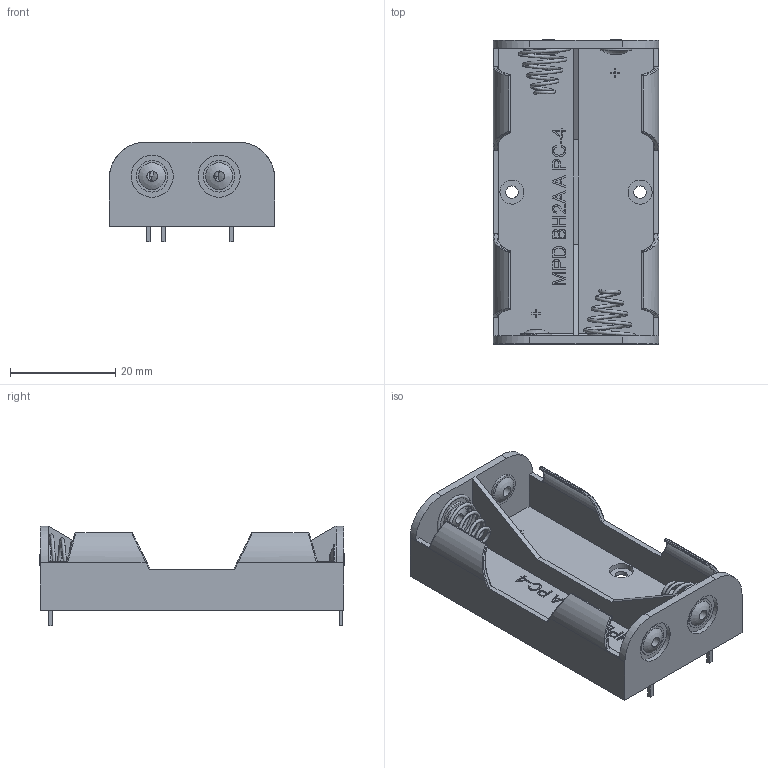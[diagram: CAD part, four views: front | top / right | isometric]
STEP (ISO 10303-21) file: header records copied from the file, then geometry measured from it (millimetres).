
FILE_DESCRIPTION(/* description */ (''),/* implementation_level */ '2;1');
FILE_NAME(/* name */ 'AABattery Holder v1 v1 v1.step',/* time_stamp */ '2025-08-09T16:16:40-03:00',/* author */ (''),/* organization */ (''),/* preprocessor_version */ 'ST-DEVELOPER v20.1',/* originating_system */ 'Autodesk Translation Framework v14.10.0.0',/* authorisation */ '');
FILE_SCHEMA (('AUTOMOTIVE_DESIGN { 1 0 10303 214 3 1 1 }'));
Length unit declared in the file: millimetre
Products named in the file (1): AABattery Holder v1
Bounding box: 31.5 x 57.98 x 19 mm (x, y, z)
Volume: 5944.1 mm3; surface area: 9313.7 mm2
Topology: 1 solids, 1 shells, 398 faces, 1008 edges, 650 vertices
Faces by surface type: plane 237, bspline 85, cylinder 60, sphere 16
Full cylindrical faces by diameter (mm): 2 x5, 2.36 x2, 4.57 x2, 6 x8, 8 x4
Entity records: 22512 total; most frequent: CARTESIAN_POINT 13158, ORIENTED_EDGE 2016, DIRECTION 1693, EDGE_CURVE 1008, LINE 653, VECTOR 653, VERTEX_POINT 650, AXIS2_PLACEMENT_3D 520
